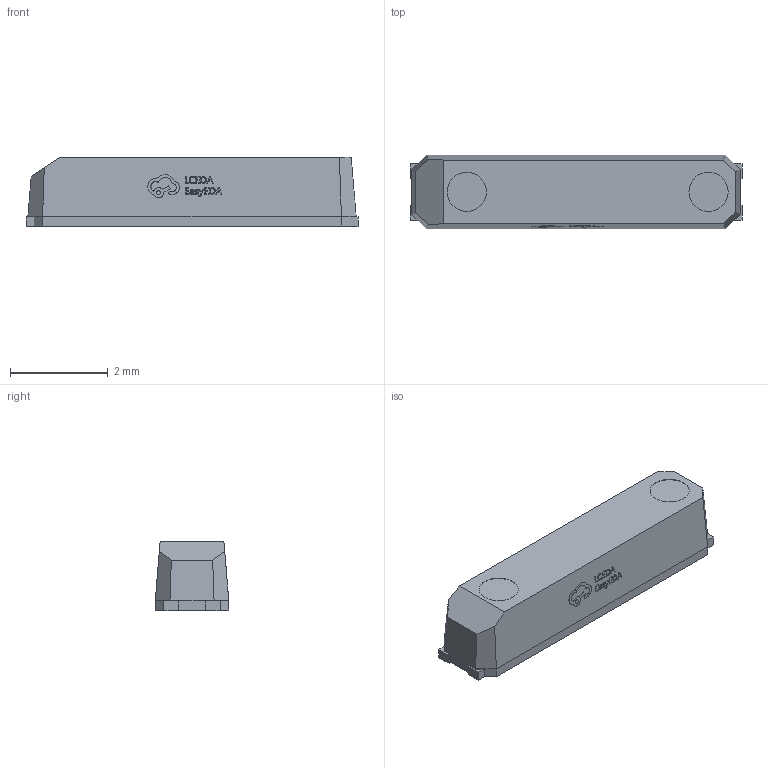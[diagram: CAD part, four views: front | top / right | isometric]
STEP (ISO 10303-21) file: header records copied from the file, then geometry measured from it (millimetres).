
FILE_DESCRIPTION (( 'STEP AP214' ), '1' );
FILE_NAME ('OSC-SMD_4P-L6.9-W1.5-H1.4-LS7.0-P0.85.step', '2022-07-07T03:23:43', ( '' ), ( '' ), 'SwSTEP 2.0', 'SolidWorks 2020', '' );
FILE_SCHEMA (( 'AUTOMOTIVE_DESIGN' ));
Length unit declared in the file: millimetre
Products named in the file (1): OSC-SMD_4P-L6.9-W1.5-H1.4-LS7.0-P0.85
Bounding box: 6.78 x 1.5 x 1.41 mm (x, y, z)
Volume: 12.8 mm3; surface area: 40 mm2
Topology: 1 solids, 1 shells, 335 faces, 904 edges, 600 vertices
Faces by surface type: plane 217, bspline 112, cylinder 6
Entity records: 14657 total; most frequent: CARTESIAN_POINT 3944, ORIENTED_EDGE 1808, DIRECTION 1136, EDGE_CURVE 904, VECTOR 664, LINE 664, VERTEX_POINT 600, EDGE_LOOP 364
